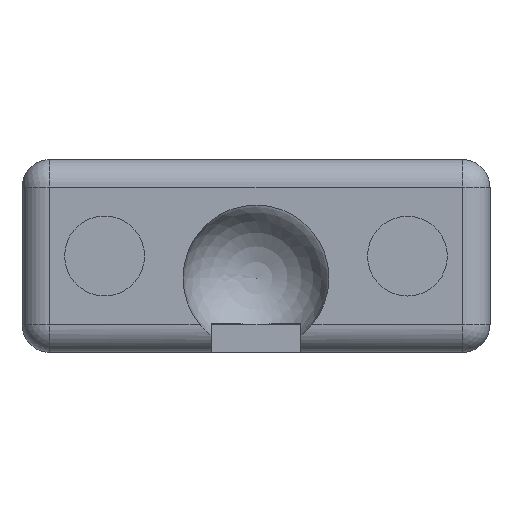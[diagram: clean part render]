
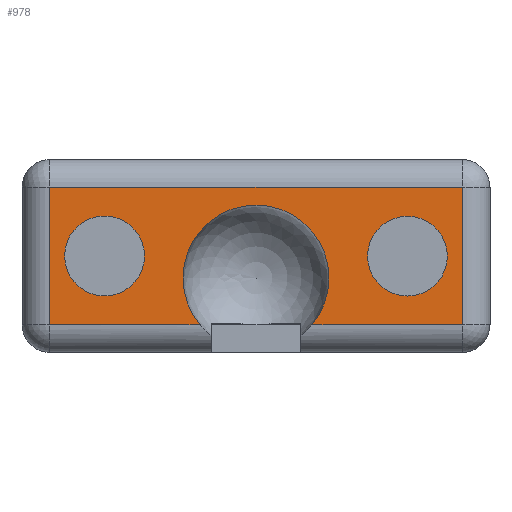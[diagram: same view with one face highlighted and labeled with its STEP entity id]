
A CAD part, left-side view. The second image highlights one B-rep face of the part: STEP entity #978.
In plain terms, the highlighted planar face has unit normal (-1, 0, 0).
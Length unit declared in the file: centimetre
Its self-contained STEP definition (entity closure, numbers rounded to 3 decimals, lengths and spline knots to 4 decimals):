
#19=FACE_BOUND('',#149,.T.);
#20=FACE_BOUND('',#150,.T.);
#80=FACE_OUTER_BOUND('',#148,.T.);
#148=EDGE_LOOP('',(#720,#721,#722,#723,#724,#725,#726));
#149=EDGE_LOOP('',(#727));
#150=EDGE_LOOP('',(#728));
#225=LINE('',#1617,#296);
#226=LINE('',#1620,#297);
#228=LINE('',#1626,#299);
#229=LINE('',#1628,#300);
#230=LINE('',#1629,#301);
#296=VECTOR('',#1254,1.);
#297=VECTOR('',#1257,1.);
#299=VECTOR('',#1263,1.);
#300=VECTOR('',#1264,1.);
#301=VECTOR('',#1265,1.);
#357=CIRCLE('',#1051,0.265);
#359=CIRCLE('',#1053,0.265);
#365=CIRCLE('',#1066,0.145);
#366=CIRCLE('',#1067,0.1451);
#436=VERTEX_POINT('',#1575);
#437=VERTEX_POINT('',#1582);
#439=VERTEX_POINT('',#1586);
#446=VERTEX_POINT('',#1615);
#447=VERTEX_POINT('',#1619);
#449=VERTEX_POINT('',#1625);
#450=VERTEX_POINT('',#1627);
#451=VERTEX_POINT('',#1630);
#452=VERTEX_POINT('',#1632);
#525=EDGE_CURVE('',#437,#436,#357,.T.);
#527=EDGE_CURVE('',#439,#437,#359,.T.);
#540=EDGE_CURVE('',#446,#436,#225,.T.);
#541=EDGE_CURVE('',#439,#447,#226,.T.);
#544=EDGE_CURVE('',#449,#446,#228,.T.);
#545=EDGE_CURVE('',#450,#449,#229,.T.);
#546=EDGE_CURVE('',#447,#450,#230,.T.);
#547=EDGE_CURVE('',#451,#451,#365,.T.);
#548=EDGE_CURVE('',#452,#452,#366,.T.);
#720=ORIENTED_EDGE('',*,*,#527,.T.);
#721=ORIENTED_EDGE('',*,*,#525,.T.);
#722=ORIENTED_EDGE('',*,*,#540,.F.);
#723=ORIENTED_EDGE('',*,*,#544,.F.);
#724=ORIENTED_EDGE('',*,*,#545,.F.);
#725=ORIENTED_EDGE('',*,*,#546,.F.);
#726=ORIENTED_EDGE('',*,*,#541,.F.);
#727=ORIENTED_EDGE('',*,*,#547,.T.);
#728=ORIENTED_EDGE('',*,*,#548,.T.);
#952=PLANE('',#1065);
#978=ADVANCED_FACE('',(#80,#19,#20),#952,.T.);
#1051=AXIS2_PLACEMENT_3D('',#1583,#1223,#1224);
#1053=AXIS2_PLACEMENT_3D('',#1587,#1227,#1228);
#1065=AXIS2_PLACEMENT_3D('',#1624,#1261,#1262);
#1066=AXIS2_PLACEMENT_3D('',#1631,#1266,#1267);
#1067=AXIS2_PLACEMENT_3D('',#1633,#1268,#1269);
#1223=DIRECTION('center_axis',(1.,0.,0.));
#1224=DIRECTION('ref_axis',(0.,0.,-1.));
#1227=DIRECTION('center_axis',(1.,0.,0.));
#1228=DIRECTION('ref_axis',(0.,0.,-1.));
#1254=DIRECTION('',(0.,1.,0.));
#1257=DIRECTION('',(0.,1.,0.));
#1261=DIRECTION('center_axis',(-1.,0.,
0.));
#1262=DIRECTION('ref_axis',(0.,-1.,0.));
#1263=DIRECTION('',(0.,0.,-1.));
#1264=DIRECTION('',(0.,-1.,0.));
#1265=DIRECTION('',(0.,0.,1.));
#1266=DIRECTION('center_axis',(1.,0.,0.));
#1267=DIRECTION('ref_axis',(0.,-1.,0.));
#1268=DIRECTION('center_axis',(1.,0.,0.));
#1269=DIRECTION('ref_axis',(0.,-1.,0.));
#1575=CARTESIAN_POINT('',(-9.55,-0.2033,0.1));
#1582=CARTESIAN_POINT('',(-9.55,0.265,0.27));
#1583=CARTESIAN_POINT('Origin',(-9.55,0.,
0.27));
#1586=CARTESIAN_POINT('',(-9.55,0.2033,0.1));
#1587=CARTESIAN_POINT('Origin',(-9.55,0.,
0.27));
#1615=CARTESIAN_POINT('',(-9.55,-0.75,0.1));
#1617=CARTESIAN_POINT('',(-9.55,0.425,0.1));
#1619=CARTESIAN_POINT('',(-9.55,0.75,0.1));
#1620=CARTESIAN_POINT('',(-9.55,0.425,0.1));
#1624=CARTESIAN_POINT('Origin',(-9.55,0.85,0.));
#1625=CARTESIAN_POINT('',(-9.55,-0.75,0.6));
#1626=CARTESIAN_POINT('',(-9.55,-0.75,0.));
#1627=CARTESIAN_POINT('',(-9.55,0.75,0.6));
#1628=CARTESIAN_POINT('',(-9.55,0.425,0.6));
#1629=CARTESIAN_POINT('',(-9.55,0.75,0.));
#1630=CARTESIAN_POINT('',(-9.55,-0.4051,0.3496));
#1631=CARTESIAN_POINT('Origin',(-9.55,-0.5501,0.3496));
#1632=CARTESIAN_POINT('',(-9.55,0.6952,0.3501));
#1633=CARTESIAN_POINT('Origin',(-9.55,0.5501,0.3501));
